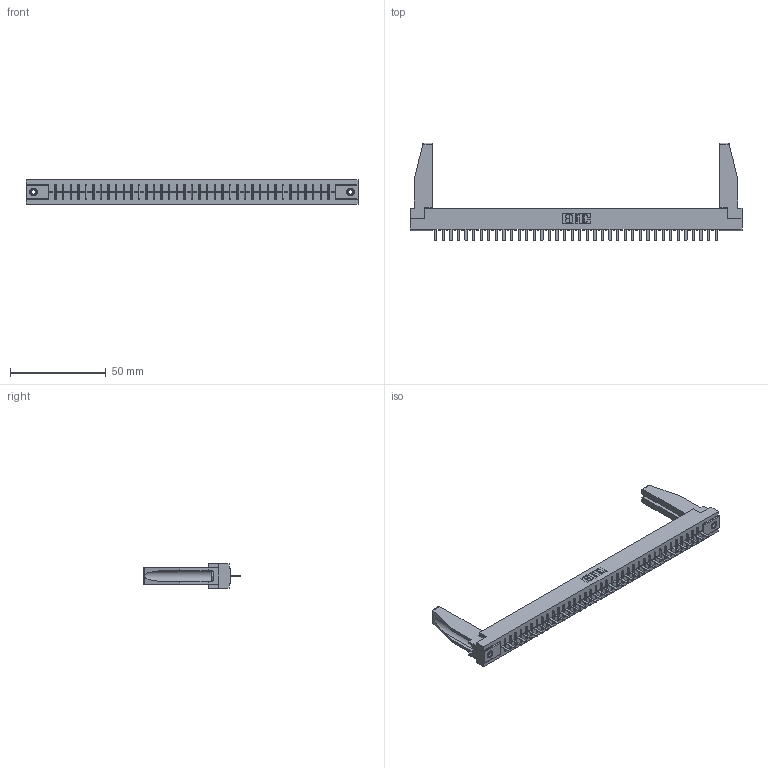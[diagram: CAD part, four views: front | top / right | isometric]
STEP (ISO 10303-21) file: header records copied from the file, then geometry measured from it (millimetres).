
FILE_DESCRIPTION (( 'STEP AP203' ), '1' );
FILE_NAME ('316-038-520-178.STEP', '2018-07-31T04:56:45', ( '' ), ( '' ), 'SwSTEP 2.0', 'SolidWorks 2016', '' );
FILE_SCHEMA (( 'CONFIG_CONTROL_DESIGN' ));
Length unit declared in the file: inch
Products named in the file (5): 306 Part_.156 Dia; 306-290-001_120; 345-250-001_345-250-001-102; 307-220-078; 316-038-520-178
Assembly tree (43 placements, depth 2):
  316-038-520-178
    306 Part_.156 Dia
    306-290-001_120  x38
    345-250-001_345-250-001-102  x2
    307-220-078  x2
Bounding box: 173.58 x 51.16 x 12.7 mm (x, y, z)
Volume: 23165.9 mm3; surface area: 23470.3 mm2
Topology: 43 solids, 43 shells, 2906 faces, 8132 edges, 5208 vertices
Faces by surface type: plane 1938, cylinder 800, sphere 152, cone 12, torus 4
Entity records: 38350 total; most frequent: CARTESIAN_POINT 6439, ORIENTED_EDGE 6342, DIRECTION 6301, EDGE_CURVE 3171, VECTOR 2481, LINE 2481, VERTEX_POINT 2006, AXIS2_PLACEMENT_3D 1910
